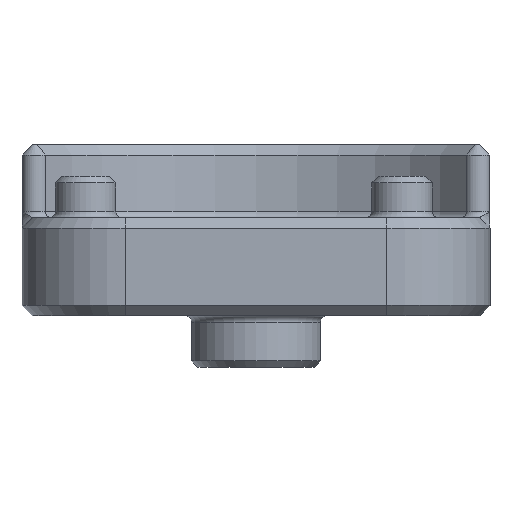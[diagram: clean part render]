
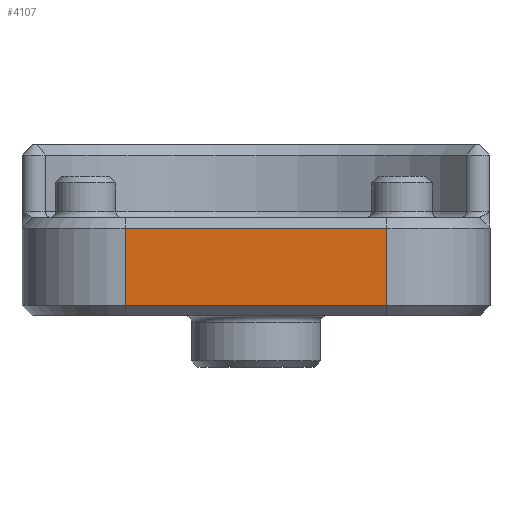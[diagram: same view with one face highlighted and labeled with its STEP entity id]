
A CAD part, front view. The second image highlights one B-rep face of the part: STEP entity #4107.
In plain terms, the highlighted planar face has unit normal (0, -1, 0).
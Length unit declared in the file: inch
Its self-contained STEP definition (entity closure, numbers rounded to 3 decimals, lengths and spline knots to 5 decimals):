
#520 = ORIENTED_EDGE ( 'NONE', *, *, #4042, .T. ) ;
#560 = EDGE_CURVE ( 'NONE', #2427, #3303, #1909, .T. ) ;
#671 = DIRECTION ( 'NONE',  ( 0., 1., 0. ) ) ;
#1407 = VECTOR ( 'NONE', #2719, 39.37008 ) ;
#1535 = ORIENTED_EDGE ( 'NONE', *, *, #560, .T. ) ;
#1698 = VERTEX_POINT ( 'NONE', #2137 ) ;
#1888 = CARTESIAN_POINT ( 'NONE',  ( 0.3165, -1.4375, 0.212 ) ) ;
#1909 = LINE ( 'NONE', #3144, #4078 ) ;
#1927 = CARTESIAN_POINT ( 'NONE',  ( -0.3165, -1.4375, 0.025 ) ) ;
#2137 = CARTESIAN_POINT ( 'NONE',  ( -0.3165, -1.4375, 0.212 ) ) ;
#2191 = CARTESIAN_POINT ( 'NONE',  ( 0.5665, -1.4375, 0.237 ) ) ;
#2253 = LINE ( 'NONE', #4292, #3809 ) ;
#2427 = VERTEX_POINT ( 'NONE', #4771 ) ;
#2564 = FACE_OUTER_BOUND ( 'NONE', #2679, .T. ) ;
#2679 = EDGE_LOOP ( 'NONE', ( #4962, #2870, #1535, #520 ) ) ;
#2719 = DIRECTION ( 'NONE',  ( 0., 0., -1. ) ) ;
#2758 = DIRECTION ( 'NONE',  ( 0., 0., 1. ) ) ;
#2870 = ORIENTED_EDGE ( 'NONE', *, *, #3694, .T. ) ;
#2978 = CARTESIAN_POINT ( 'NONE',  ( 0.5665, -1.4375, 0.212 ) ) ;
#3144 = CARTESIAN_POINT ( 'NONE',  ( 0.3165, -1.4375, 0.237 ) ) ;
#3303 = VERTEX_POINT ( 'NONE', #1888 ) ;
#3448 = LINE ( 'NONE', #2978, #4384 ) ;
#3502 = DIRECTION ( 'NONE',  ( 1., 0., 0. ) ) ;
#3694 = EDGE_CURVE ( 'NONE', #4257, #2427, #2253, .T. ) ;
#3779 = DIRECTION ( 'NONE',  ( -1., 0., 0. ) ) ;
#3809 = VECTOR ( 'NONE', #3502, 39.37008 ) ;
#3838 = DIRECTION ( 'NONE',  ( -1., 0., 0. ) ) ;
#3853 = LINE ( 'NONE', #3872, #1407 ) ;
#3872 = CARTESIAN_POINT ( 'NONE',  ( -0.3165, -1.4375, 0.237 ) ) ;
#3903 = AXIS2_PLACEMENT_3D ( 'NONE', #2191, #671, #3779 ) ;
#4042 = EDGE_CURVE ( 'NONE', #3303, #1698, #3448, .T. ) ;
#4078 = VECTOR ( 'NONE', #2758, 39.37008 ) ;
#4107 = ADVANCED_FACE ( 'NONE', ( #2564 ), #4129, .F. ) ;
#4129 = PLANE ( 'NONE',  #3903 ) ;
#4257 = VERTEX_POINT ( 'NONE', #1927 ) ;
#4292 = CARTESIAN_POINT ( 'NONE',  ( 0.3165, -1.4375, 0.025 ) ) ;
#4384 = VECTOR ( 'NONE', #3838, 39.37008 ) ;
#4401 = EDGE_CURVE ( 'NONE', #1698, #4257, #3853, .T. ) ;
#4771 = CARTESIAN_POINT ( 'NONE',  ( 0.3165, -1.4375, 0.025 ) ) ;
#4962 = ORIENTED_EDGE ( 'NONE', *, *, #4401, .T. ) ;
